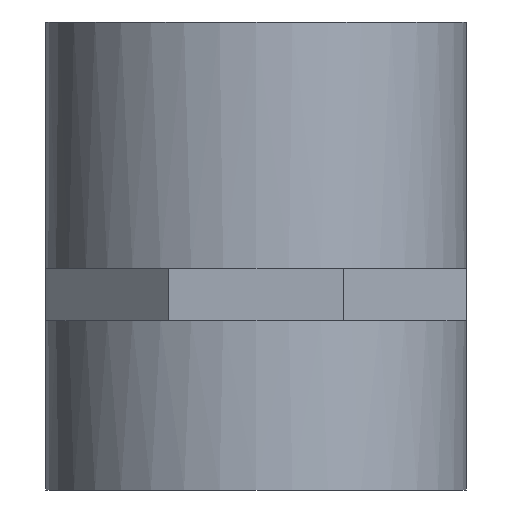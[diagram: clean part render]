
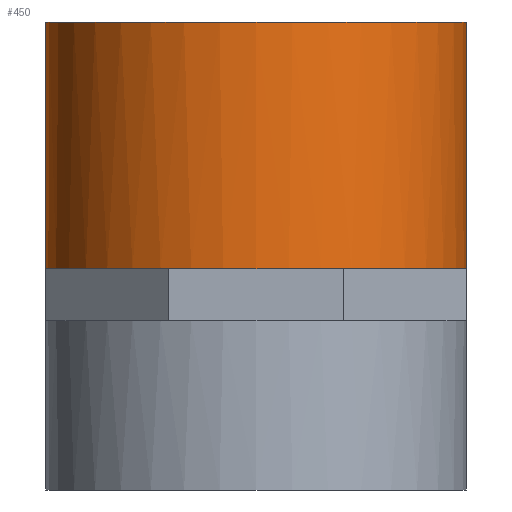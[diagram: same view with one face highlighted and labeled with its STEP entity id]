
A CAD part, front view. The second image highlights one B-rep face of the part: STEP entity #450.
In plain terms, the highlighted cylindrical face has radius 37.5 mm (diameter 75 mm), a full revolution.
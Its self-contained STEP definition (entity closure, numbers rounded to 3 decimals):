
#122=FACE_BOUND($,#164,.T.);
#130=FACE_OUTER_BOUND($,#163,.T.);
#163=EDGE_LOOP($,(#330,#331,#332,#333,#334,#335,#336,#337));
#164=EDGE_LOOP($,(#338));
#208=CIRCLE($,#498,37.5);
#209=CIRCLE($,#499,37.5);
#210=CIRCLE($,#500,37.5);
#211=CIRCLE($,#501,37.5);
#212=CIRCLE($,#502,37.5);
#213=CIRCLE($,#503,37.5);
#214=CIRCLE($,#504,37.5);
#215=CIRCLE($,#505,37.5);
#216=CIRCLE($,#506,37.5);
#230=VERTEX_POINT($,#713);
#231=VERTEX_POINT($,#714);
#232=VERTEX_POINT($,#716);
#233=VERTEX_POINT($,#718);
#234=VERTEX_POINT($,#720);
#235=VERTEX_POINT($,#722);
#236=VERTEX_POINT($,#724);
#237=VERTEX_POINT($,#726);
#238=VERTEX_POINT($,#729);
#268=EDGE_CURVE($,#230,#231,#208,.T.);
#269=EDGE_CURVE($,#231,#232,#209,.T.);
#270=EDGE_CURVE($,#232,#233,#210,.T.);
#271=EDGE_CURVE($,#233,#234,#211,.T.);
#272=EDGE_CURVE($,#234,#235,#212,.T.);
#273=EDGE_CURVE($,#235,#236,#213,.T.);
#274=EDGE_CURVE($,#236,#237,#214,.T.);
#275=EDGE_CURVE($,#237,#230,#215,.T.);
#276=EDGE_CURVE($,#238,#238,#216,.T.);
#330=ORIENTED_EDGE($,*,*,#268,.T.);
#331=ORIENTED_EDGE($,*,*,#269,.T.);
#332=ORIENTED_EDGE($,*,*,#270,.T.);
#333=ORIENTED_EDGE($,*,*,#271,.T.);
#334=ORIENTED_EDGE($,*,*,#272,.T.);
#335=ORIENTED_EDGE($,*,*,#273,.T.);
#336=ORIENTED_EDGE($,*,*,#274,.T.);
#337=ORIENTED_EDGE($,*,*,#275,.T.);
#338=ORIENTED_EDGE($,*,*,#276,.F.);
#444=CYLINDRICAL_SURFACE($,#497,37.5);
#450=ADVANCED_FACE($,(#130,#122),#444,.T.);
#497=AXIS2_PLACEMENT_3D($,#712,#568,#569);
#498=AXIS2_PLACEMENT_3D($,#715,#570,#571);
#499=AXIS2_PLACEMENT_3D($,#717,#572,#573);
#500=AXIS2_PLACEMENT_3D($,#719,#574,#575);
#501=AXIS2_PLACEMENT_3D($,#721,#576,#577);
#502=AXIS2_PLACEMENT_3D($,#723,#578,#579);
#503=AXIS2_PLACEMENT_3D($,#725,#580,#581);
#504=AXIS2_PLACEMENT_3D($,#727,#582,#583);
#505=AXIS2_PLACEMENT_3D($,#728,#584,#585);
#506=AXIS2_PLACEMENT_3D($,#730,#586,#587);
#568=DIRECTION('center_axis',(0.,0.,1.));
#569=DIRECTION('ref_axis',(1.,0.,0.));
#570=DIRECTION('center_axis',(0.,0.,1.));
#571=DIRECTION('ref_axis',(1.,0.,0.));
#572=DIRECTION('center_axis',(0.,0.,1.));
#573=DIRECTION('ref_axis',(1.,0.,0.));
#574=DIRECTION('center_axis',(0.,0.,1.));
#575=DIRECTION('ref_axis',(1.,0.,0.));
#576=DIRECTION('center_axis',(0.,0.,1.));
#577=DIRECTION('ref_axis',(1.,0.,0.));
#578=DIRECTION('center_axis',(0.,0.,1.));
#579=DIRECTION('ref_axis',(1.,0.,0.));
#580=DIRECTION('center_axis',(0.,0.,1.));
#581=DIRECTION('ref_axis',(1.,0.,0.));
#582=DIRECTION('center_axis',(0.,0.,1.));
#583=DIRECTION('ref_axis',(1.,0.,0.));
#584=DIRECTION('center_axis',(0.,0.,1.));
#585=DIRECTION('ref_axis',(1.,0.,0.));
#586=DIRECTION('center_axis',(0.,0.,1.));
#587=DIRECTION('ref_axis',(1.,0.,0.));
#712=CARTESIAN_POINT('Origin',(0.,0.,35.));
#713=CARTESIAN_POINT('',(-37.5,0.,35.));
#714=CARTESIAN_POINT('',(-26.516,-26.517,35.));
#715=CARTESIAN_POINT('Origin',(0.,0.,35.));
#716=CARTESIAN_POINT('',(0.,-37.5,35.));
#717=CARTESIAN_POINT('Origin',(0.,0.,35.));
#718=CARTESIAN_POINT('',(26.517,-26.516,35.));
#719=CARTESIAN_POINT('Origin',(0.,0.,35.));
#720=CARTESIAN_POINT('',(37.5,0.,35.));
#721=CARTESIAN_POINT('Origin',(0.,0.,35.));
#722=CARTESIAN_POINT('',(26.517,26.516,35.));
#723=CARTESIAN_POINT('Origin',(0.,0.,35.));
#724=CARTESIAN_POINT('',(0.,37.5,35.));
#725=CARTESIAN_POINT('Origin',(0.,0.,35.));
#726=CARTESIAN_POINT('',(-26.517,26.517,35.));
#727=CARTESIAN_POINT('Origin',(0.,0.,35.));
#728=CARTESIAN_POINT('Origin',(0.,0.,35.));
#729=CARTESIAN_POINT('',(-37.5,0.,79.));
#730=CARTESIAN_POINT('Origin',(0.,0.,79.));
